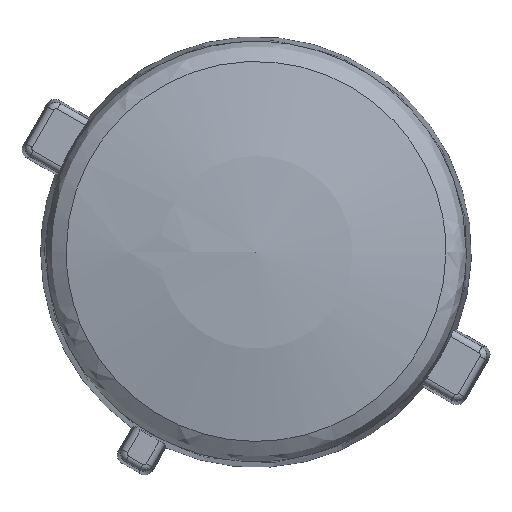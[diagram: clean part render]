
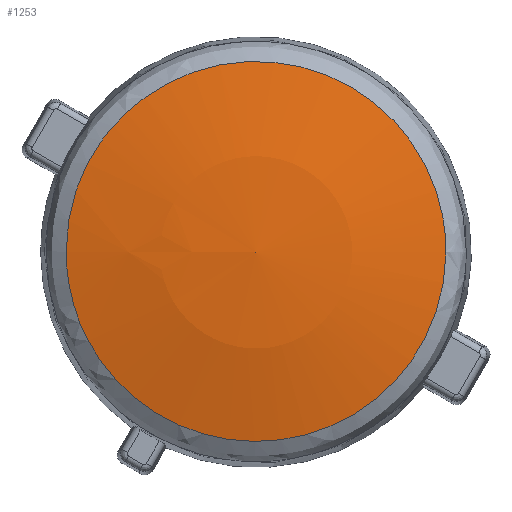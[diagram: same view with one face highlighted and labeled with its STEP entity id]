
A CAD part, top view. The second image highlights one B-rep face of the part: STEP entity #1253.
In plain terms, the highlighted spherical face has radius 30.742 mm.
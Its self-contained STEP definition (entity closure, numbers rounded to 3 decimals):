
#265=SPHERICAL_SURFACE('',#1399,30.742);
#335=FACE_OUTER_BOUND('',#407,.T.);
#407=EDGE_LOOP('',(#1171,#1172,#1173,#1174));
#438=B_SPLINE_CURVE_WITH_KNOTS('',3,(#2810,#2811,#2812,#2813,#2814,#2815,
#2816,#2817,#2818,#2819,#2820),.UNSPECIFIED.,.F.,.F.,(4,1,1,1,1,1,1,1,4),
(0.,0.342,0.684,1.026,1.368,
1.71,1.966,2.052,2.388),
 .UNSPECIFIED.);
#439=B_SPLINE_CURVE_WITH_KNOTS('',3,(#2821,#2822,#2823,#2824,#2825,#2826,
#2827,#2828,#2829,#2830),.UNSPECIFIED.,.F.,.F.,(4,1,1,1,1,1,1,4),(2.388,
2.735,2.963,3.419,3.761,4.103,
4.445,4.787),.UNSPECIFIED.);
#484=CIRCLE('',#1400,30.742);
#605=VERTEX_POINT('',#2807);
#606=VERTEX_POINT('',#2809);
#607=VERTEX_POINT('',#2832);
#794=EDGE_CURVE('',#605,#606,#438,.T.);
#795=EDGE_CURVE('',#606,#605,#439,.T.);
#796=EDGE_CURVE('',#606,#607,#484,.T.);
#1171=ORIENTED_EDGE('',*,*,#794,.F.);
#1172=ORIENTED_EDGE('',*,*,#795,.F.);
#1173=ORIENTED_EDGE('',*,*,#796,.T.);
#1174=ORIENTED_EDGE('',*,*,#796,.F.);
#1253=ADVANCED_FACE('',(#335),#265,.T.);
#1399=AXIS2_PLACEMENT_3D('',#2831,#1738,#1739);
#1400=AXIS2_PLACEMENT_3D('',#2833,#1740,#1741);
#1738=DIRECTION('center_axis',(0.,0.,1.));
#1739=DIRECTION('ref_axis',(1.,0.,0.));
#1740=DIRECTION('center_axis',(0.,1.,0.));
#1741=DIRECTION('ref_axis',(-1.,0.,0.));
#2807=CARTESIAN_POINT('',(48.43,0.018,13.398));
#2809=CARTESIAN_POINT('',(34.058,0.,13.398));
#2810=CARTESIAN_POINT('Ctrl Pts',(48.43,0.018,13.398));
#2811=CARTESIAN_POINT('Ctrl Pts',(48.427,-1.057,13.399));
#2812=CARTESIAN_POINT('Ctrl Pts',(47.931,-3.206,13.402));
#2813=CARTESIAN_POINT('Ctrl Pts',(45.863,-5.789,13.405));
#2814=CARTESIAN_POINT('Ctrl Pts',(42.877,-7.216,13.406));
#2815=CARTESIAN_POINT('Ctrl Pts',(39.572,-7.209,13.406));
#2816=CARTESIAN_POINT('Ctrl Pts',(36.837,-5.886,13.405));
#2817=CARTESIAN_POINT('Ctrl Pts',(35.396,-4.254,13.403));
#2818=CARTESIAN_POINT('Ctrl Pts',(34.354,-2.382,13.401));
#2819=CARTESIAN_POINT('Ctrl Pts',(34.066,-1.058,13.399));
#2820=CARTESIAN_POINT('Ctrl Pts',(34.061,0.,
13.398));
#2821=CARTESIAN_POINT('Ctrl Pts',(34.061,0.,
13.398));
#2822=CARTESIAN_POINT('Ctrl Pts',(34.057,1.092,13.396));
#2823=CARTESIAN_POINT('Ctrl Pts',(34.448,2.903,13.394));
#2824=CARTESIAN_POINT('Ctrl Pts',(36.319,5.612,13.391));
#2825=CARTESIAN_POINT('Ctrl Pts',(39.23,7.292,13.389));
#2826=CARTESIAN_POINT('Ctrl Pts',(42.916,7.277,13.389));
#2827=CARTESIAN_POINT('Ctrl Pts',(45.89,5.838,13.391));
#2828=CARTESIAN_POINT('Ctrl Pts',(47.948,3.244,13.394));
#2829=CARTESIAN_POINT('Ctrl Pts',(48.433,1.093,13.396));
#2830=CARTESIAN_POINT('Ctrl Pts',(48.43,0.018,13.398));
#2831=CARTESIAN_POINT('Origin',(41.242,0.,-16.492));
#2832=CARTESIAN_POINT('',(41.242,0.,14.25));
#2833=CARTESIAN_POINT('Origin',(41.242,0.,-16.492));
